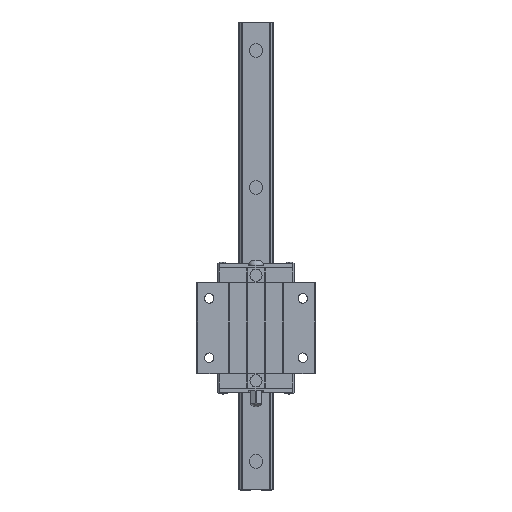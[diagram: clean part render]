
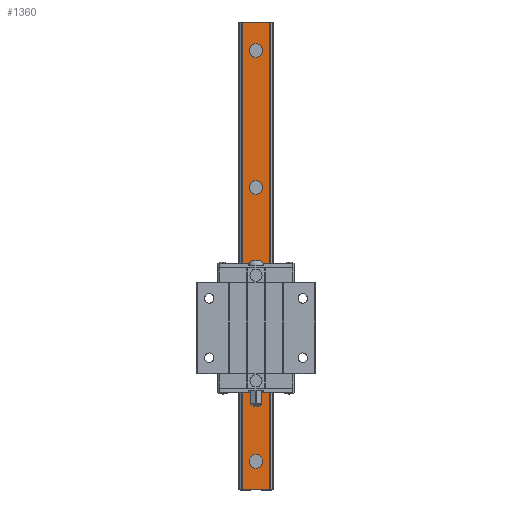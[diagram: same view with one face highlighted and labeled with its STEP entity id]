
A CAD part, top view. The second image highlights one B-rep face of the part: STEP entity #1360.
In plain terms, the highlighted planar face has unit normal (0, 0, 1).
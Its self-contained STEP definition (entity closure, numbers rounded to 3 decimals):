
#1360=ADVANCED_FACE('',(#2738,#2739,#2740,#2741,#2742),#2743,.T.);
#2738=FACE_BOUND('',#4120,.T.);
#2739=FACE_BOUND('',#4121,.T.);
#2740=FACE_BOUND('',#4122,.T.);
#2741=FACE_BOUND('',#4123,.T.);
#2742=FACE_OUTER_BOUND('',#4124,.T.);
#2743=PLANE('',#4125);
#4120=EDGE_LOOP('',(#8160,#8161));
#4121=EDGE_LOOP('',(#8162,#8163));
#4122=EDGE_LOOP('',(#8164,#8165));
#4123=EDGE_LOOP('',(#8166,#8167));
#4124=EDGE_LOOP('',(#8168,#8169,#8170,#8171));
#4125=AXIS2_PLACEMENT_3D('',#8172,#8173,#8174);
#8160=ORIENTED_EDGE('',*,*,#9504,.T.);
#8161=ORIENTED_EDGE('',*,*,#9870,.T.);
#8162=ORIENTED_EDGE('',*,*,#9494,.T.);
#8163=ORIENTED_EDGE('',*,*,#9876,.T.);
#8164=ORIENTED_EDGE('',*,*,#9484,.T.);
#8165=ORIENTED_EDGE('',*,*,#9882,.T.);
#8166=ORIENTED_EDGE('',*,*,#9474,.T.);
#8167=ORIENTED_EDGE('',*,*,#9888,.T.);
#8168=ORIENTED_EDGE('',*,*,#9851,.T.);
#8169=ORIENTED_EDGE('',*,*,#9931,.F.);
#8170=ORIENTED_EDGE('',*,*,#9725,.T.);
#8171=ORIENTED_EDGE('',*,*,#9929,.T.);
#8172=CARTESIAN_POINT('',(0.0,205.0,12.5));
#8173=DIRECTION('',(0.0,0.0,1.0));
#8174=DIRECTION('',(-1.0,0.0,0.0));
#9474=EDGE_CURVE('',#11658,#11655,#11659,.T.);
#9484=EDGE_CURVE('',#11676,#11673,#11677,.T.);
#9494=EDGE_CURVE('',#11694,#11691,#11695,.T.);
#9504=EDGE_CURVE('',#11712,#11709,#11713,.T.);
#9725=EDGE_CURVE('',#12047,#12045,#12048,.T.);
#9851=EDGE_CURVE('',#12254,#12252,#12255,.T.);
#9870=EDGE_CURVE('',#11709,#11712,#12290,.T.);
#9876=EDGE_CURVE('',#11691,#11694,#12296,.T.);
#9882=EDGE_CURVE('',#11673,#11676,#12302,.T.);
#9888=EDGE_CURVE('',#11655,#11658,#12308,.T.);
#9929=EDGE_CURVE('',#12045,#12254,#12349,.T.);
#9931=EDGE_CURVE('',#12047,#12252,#12351,.T.);
#11655=VERTEX_POINT('',#15223);
#11658=VERTEX_POINT('',#15227);
#11659=CIRCLE('',#15228,3.0);
#11673=VERTEX_POINT('',#15245);
#11676=VERTEX_POINT('',#15249);
#11677=CIRCLE('',#15250,3.0);
#11691=VERTEX_POINT('',#15267);
#11694=VERTEX_POINT('',#15271);
#11695=CIRCLE('',#15272,3.0);
#11709=VERTEX_POINT('',#15289);
#11712=VERTEX_POINT('',#15293);
#11713=CIRCLE('',#15294,3.0);
#12045=VERTEX_POINT('',#15758);
#12047=VERTEX_POINT('',#15761);
#12048=LINE('',#15762,#15763);
#12252=VERTEX_POINT('',#16049);
#12254=VERTEX_POINT('',#16052);
#12255=LINE('',#16053,#16054);
#12290=CIRCLE('',#16097,3.0);
#12296=CIRCLE('',#16103,3.0);
#12302=CIRCLE('',#16109,3.0);
#12308=CIRCLE('',#16115,3.0);
#12349=LINE('',#16174,#16175);
#12351=LINE('',#16177,#16178);
#15223=CARTESIAN_POINT('',(3.0,12.5,12.5));
#15227=CARTESIAN_POINT('',(-3.0,12.5,12.5));
#15228=AXIS2_PLACEMENT_3D('',#17409,#17410,#17411);
#15245=CARTESIAN_POINT('',(3.0,72.5,12.5));
#15249=CARTESIAN_POINT('',(-3.0,72.5,12.5));
#15250=AXIS2_PLACEMENT_3D('',#17425,#17426,#17427);
#15267=CARTESIAN_POINT('',(3.0,132.5,12.5));
#15271=CARTESIAN_POINT('',(-3.0,132.5,12.5));
#15272=AXIS2_PLACEMENT_3D('',#17441,#17442,#17443);
#15289=CARTESIAN_POINT('',(3.0,192.5,12.5));
#15293=CARTESIAN_POINT('',(-3.0,192.5,12.5));
#15294=AXIS2_PLACEMENT_3D('',#17457,#17458,#17459);
#15758=CARTESIAN_POINT('',(-6.094,205.0,12.5));
#15761=CARTESIAN_POINT('',(6.094,205.0,12.5));
#15762=CARTESIAN_POINT('',(6.094,205.0,12.5));
#15763=VECTOR('',#17683,1.0);
#16049=CARTESIAN_POINT('',(6.094,0.0,12.5));
#16052=CARTESIAN_POINT('',(-6.094,0.0,12.5));
#16053=CARTESIAN_POINT('',(6.094,0.0,12.5));
#16054=VECTOR('',#17821,1.0);
#16097=AXIS2_PLACEMENT_3D('',#17857,#17858,#17859);
#16103=AXIS2_PLACEMENT_3D('',#17866,#17867,#17868);
#16109=AXIS2_PLACEMENT_3D('',#17875,#17876,#17877);
#16115=AXIS2_PLACEMENT_3D('',#17884,#17885,#17886);
#16174=CARTESIAN_POINT('',(-6.094,205.0,12.5));
#16175=VECTOR('',#17911,1.0);
#16177=CARTESIAN_POINT('',(6.094,205.0,12.5));
#16178=VECTOR('',#17912,1.0);
#17409=CARTESIAN_POINT('',(0.0,12.5,12.5));
#17410=DIRECTION('',(0.0,0.0,-1.0));
#17411=DIRECTION('',(1.0,0.0,0.0));
#17425=CARTESIAN_POINT('',(0.0,72.5,12.5));
#17426=DIRECTION('',(0.0,0.0,-1.0));
#17427=DIRECTION('',(1.0,0.0,0.0));
#17441=CARTESIAN_POINT('',(0.0,132.5,12.5));
#17442=DIRECTION('',(0.0,0.0,-1.0));
#17443=DIRECTION('',(1.0,0.0,0.0));
#17457=CARTESIAN_POINT('',(0.0,192.5,12.5));
#17458=DIRECTION('',(0.0,0.0,-1.0));
#17459=DIRECTION('',(1.0,0.0,0.0));
#17683=DIRECTION('',(-1.0,0.0,0.0));
#17821=DIRECTION('',(1.0,0.0,0.0));
#17857=CARTESIAN_POINT('',(0.0,192.5,12.5));
#17858=DIRECTION('',(0.0,0.0,-1.0));
#17859=DIRECTION('',(1.0,0.0,0.0));
#17866=CARTESIAN_POINT('',(0.0,132.5,12.5));
#17867=DIRECTION('',(0.0,0.0,-1.0));
#17868=DIRECTION('',(1.0,0.0,0.0));
#17875=CARTESIAN_POINT('',(0.0,72.5,12.5));
#17876=DIRECTION('',(0.0,0.0,-1.0));
#17877=DIRECTION('',(1.0,0.0,0.0));
#17884=CARTESIAN_POINT('',(0.0,12.5,12.5));
#17885=DIRECTION('',(0.0,0.0,-1.0));
#17886=DIRECTION('',(1.0,0.0,0.0));
#17911=DIRECTION('',(0.0,-1.0,0.0));
#17912=DIRECTION('',(0.0,-1.0,0.0));
